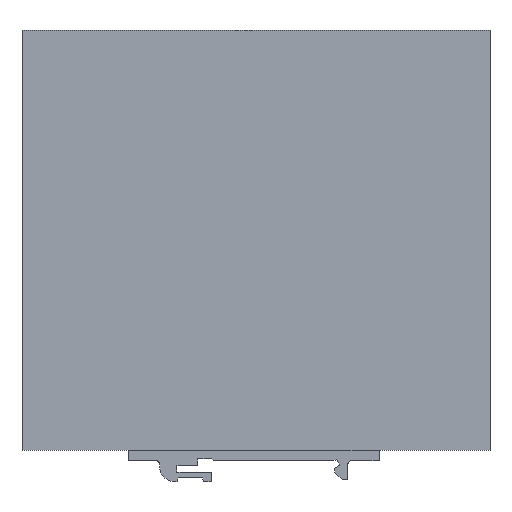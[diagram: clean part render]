
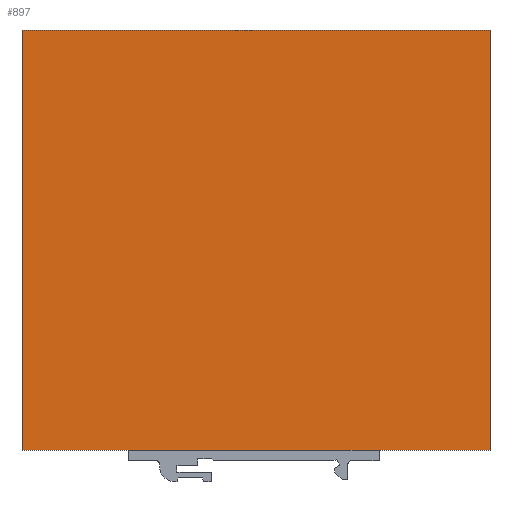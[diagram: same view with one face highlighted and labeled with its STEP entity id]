
A CAD part, left-side view. The second image highlights one B-rep face of the part: STEP entity #897.
In plain terms, the highlighted planar face has unit normal (-1, 0, 0).
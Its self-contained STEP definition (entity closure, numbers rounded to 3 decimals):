
#28 = ORIENTED_EDGE ( 'NONE', *, *, #574, .F. ) ;
#39 = DIRECTION ( 'NONE',  ( 0., 0., 1. ) ) ;
#62 = LINE ( 'NONE', #225, #1010 ) ;
#78 = DIRECTION ( 'NONE',  ( 0., 1., 0. ) ) ;
#103 = EDGE_LOOP ( 'NONE', ( #28, #933, #1009, #973 ) ) ;
#210 = CARTESIAN_POINT ( 'NONE',  ( -30., -61.6, 55.3 ) ) ;
#212 = VERTEX_POINT ( 'NONE', #576 ) ;
#225 = CARTESIAN_POINT ( 'NONE',  ( -30., 61.6, 55.3 ) ) ;
#231 = VERTEX_POINT ( 'NONE', #380 ) ;
#297 = LINE ( 'NONE', #210, #939 ) ;
#300 = EDGE_CURVE ( 'NONE', #628, #231, #297, .T. ) ;
#380 = CARTESIAN_POINT ( 'NONE',  ( -30., -61.6, 55.3 ) ) ;
#432 = VERTEX_POINT ( 'NONE', #878 ) ;
#497 = PLANE ( 'NONE',  #834 ) ;
#571 = CARTESIAN_POINT ( 'NONE',  ( -30., -61.6, 55.3 ) ) ;
#574 = EDGE_CURVE ( 'NONE', #212, #432, #938, .T. ) ;
#576 = CARTESIAN_POINT ( 'NONE',  ( -30., -61.6, -55.3 ) ) ;
#628 = VERTEX_POINT ( 'NONE', #739 ) ;
#684 = DIRECTION ( 'NONE',  ( 0., 0., -1. ) ) ;
#694 = FACE_OUTER_BOUND ( 'NONE', #103, .T. ) ;
#734 = LINE ( 'NONE', #571, #1036 ) ;
#739 = CARTESIAN_POINT ( 'NONE',  ( -30., 61.6, 55.3 ) ) ;
#834 = AXIS2_PLACEMENT_3D ( 'NONE', #1129, #1039, #953 ) ;
#870 = EDGE_CURVE ( 'NONE', #231, #212, #734, .T. ) ;
#878 = CARTESIAN_POINT ( 'NONE',  ( -30., 61.6, -55.3 ) ) ;
#897 = ADVANCED_FACE ( 'NONE', ( #694 ), #497, .T. ) ;
#913 = EDGE_CURVE ( 'NONE', #432, #628, #62, .T. ) ;
#933 = ORIENTED_EDGE ( 'NONE', *, *, #870, .F. ) ;
#938 = LINE ( 'NONE', #1076, #963 ) ;
#939 = VECTOR ( 'NONE', #940, 1000. ) ;
#940 = DIRECTION ( 'NONE',  ( 0., -1., 0. ) ) ;
#953 = DIRECTION ( 'NONE',  ( 0., 0., 1. ) ) ;
#963 = VECTOR ( 'NONE', #78, 1000. ) ;
#973 = ORIENTED_EDGE ( 'NONE', *, *, #913, .F. ) ;
#1009 = ORIENTED_EDGE ( 'NONE', *, *, #300, .F. ) ;
#1010 = VECTOR ( 'NONE', #39, 1000. ) ;
#1036 = VECTOR ( 'NONE', #684, 1000. ) ;
#1039 = DIRECTION ( 'NONE',  ( -1., 0., 0. ) ) ;
#1076 = CARTESIAN_POINT ( 'NONE',  ( -30., -61.6, -55.3 ) ) ;
#1129 = CARTESIAN_POINT ( 'NONE',  ( -30., 0., 0. ) ) ;
